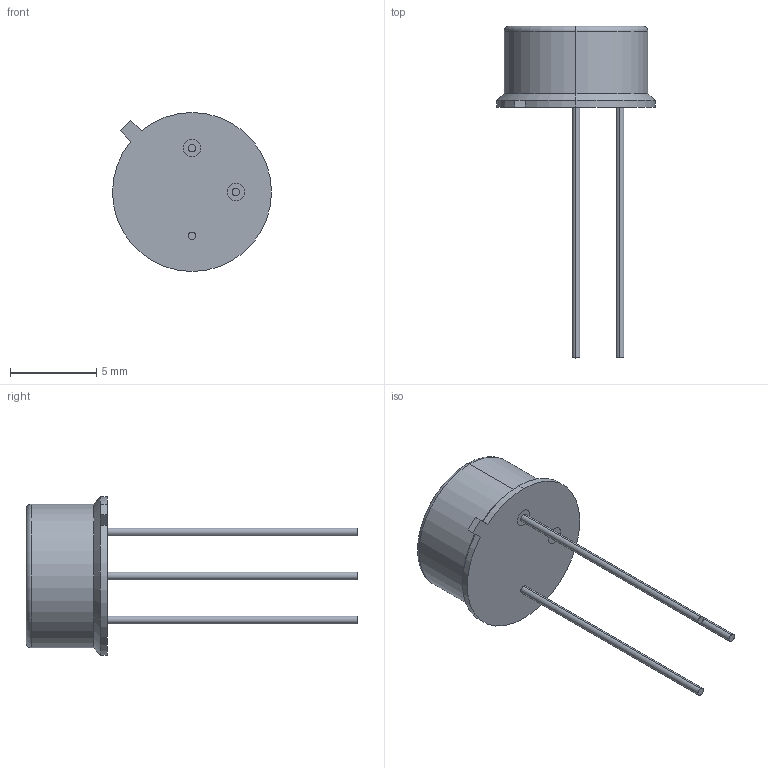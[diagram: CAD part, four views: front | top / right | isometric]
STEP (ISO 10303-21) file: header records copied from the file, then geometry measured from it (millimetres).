
FILE_DESCRIPTION (( 'STEP AP214' ), '1' );
FILE_NAME ('ZRE200GE.STEP', '2021-08-17T02:01:44', ( '' ), ( '' ), 'SwSTEP 2.0', 'SolidWorks 2017', '' );
FILE_SCHEMA (( 'AUTOMOTIVE_DESIGN' ));
Length unit declared in the file: millimetre
Products named in the file (1): ZRE200GE
Bounding box: 9.2 x 19.2 x 9.2 mm (x, y, z)
Volume: 268.2 mm3; surface area: 345.1 mm2
Topology: 7 solids, 7 shells, 58 faces, 109 edges, 70 vertices
Faces by surface type: plane 31, cylinder 23, torus 2, cone 2
Entity records: 1548 total; most frequent: DIRECTION 278, CARTESIAN_POINT 238, ORIENTED_EDGE 218, AXIS2_PLACEMENT_3D 110, EDGE_CURVE 109, VERTEX_POINT 70, EDGE_LOOP 63, ADVANCED_FACE 58
